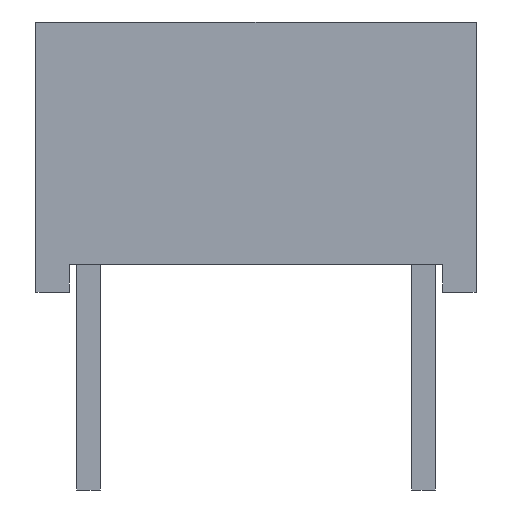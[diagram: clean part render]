
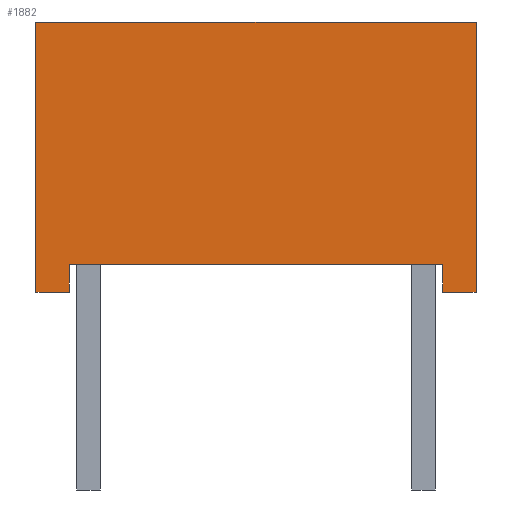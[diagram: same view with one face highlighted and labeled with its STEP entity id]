
A CAD part, front view. The second image highlights one B-rep face of the part: STEP entity #1882.
In plain terms, the highlighted planar face has unit normal (0, -1, 0).
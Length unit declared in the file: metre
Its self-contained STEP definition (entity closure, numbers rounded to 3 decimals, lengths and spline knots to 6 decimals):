
#195=ORIENTED_EDGE('',*,*,#615,.F.);
#196=ORIENTED_EDGE('',*,*,#699,.T.);
#197=ORIENTED_EDGE('',*,*,#700,.F.);
#198=ORIENTED_EDGE('',*,*,#701,.F.);
#199=ORIENTED_EDGE('',*,*,#702,.T.);
#200=ORIENTED_EDGE('',*,*,#703,.T.);
#201=ORIENTED_EDGE('',*,*,#688,.F.);
#202=ORIENTED_EDGE('',*,*,#704,.F.);
#615=EDGE_CURVE('',#867,#868,#1035,.T.);
#688=EDGE_CURVE('',#939,#941,#1108,.T.);
#699=EDGE_CURVE('',#867,#951,#1119,.T.);
#700=EDGE_CURVE('',#952,#951,#1120,.T.);
#701=EDGE_CURVE('',#953,#952,#1121,.T.);
#702=EDGE_CURVE('',#953,#954,#1122,.T.);
#703=EDGE_CURVE('',#954,#941,#1123,.T.);
#704=EDGE_CURVE('',#868,#939,#1124,.T.);
#867=VERTEX_POINT('',#3080);
#868=VERTEX_POINT('',#3081);
#939=VERTEX_POINT('',#3225);
#941=VERTEX_POINT('',#3228);
#951=VERTEX_POINT('',#3252);
#952=VERTEX_POINT('',#3254);
#953=VERTEX_POINT('',#3256);
#954=VERTEX_POINT('',#3258);
#1035=LINE('',#3079,#1287);
#1108=LINE('',#3227,#1360);
#1119=LINE('',#3251,#1371);
#1120=LINE('',#3253,#1372);
#1121=LINE('',#3255,#1373);
#1122=LINE('',#3257,#1374);
#1123=LINE('',#3259,#1375);
#1124=LINE('',#3260,#1376);
#1287=VECTOR('',#2617,1.);
#1360=VECTOR('',#2692,1.);
#1371=VECTOR('',#2709,1.);
#1372=VECTOR('',#2710,1.);
#1373=VECTOR('',#2711,1.);
#1374=VECTOR('',#2712,1.);
#1375=VECTOR('',#2713,1.);
#1376=VECTOR('',#2714,1.);
#1555=EDGE_LOOP('',(#195,#196,#197,#198,#199,#200,#201,#202));
#1675=FACE_BOUND('',#1555,.T.);
#1779=PLANE('',#2510);
#1882=ADVANCED_FACE('',(#1675),#1779,.T.);
#2510=AXIS2_PLACEMENT_3D('',#3250,#2707,#2708);
#2617=DIRECTION('',(-1.,0.,0.));
#2692=DIRECTION('',(-1.,0.,0.));
#2707=DIRECTION('',(0.,-1.,0.));
#2708=DIRECTION('',(0.,0.,-1.));
#2709=DIRECTION('',(0.,0.,-1.));
#2710=DIRECTION('',(-1.,0.,0.));
#2711=DIRECTION('',(0.,0.,-1.));
#2712=DIRECTION('',(-1.,0.,0.));
#2713=DIRECTION('',(0.,0.,-1.));
#2714=DIRECTION('',(0.,0.,-1.));
#3079=CARTESIAN_POINT('',(0.,-0.010084,0.000635));
#3080=CARTESIAN_POINT('',(0.004242,-0.010084,0.000635));
#3081=CARTESIAN_POINT('',(-0.004242,-0.010084,0.000635));
#3225=CARTESIAN_POINT('',(-0.004242,-0.010084,0.));
#3227=CARTESIAN_POINT('',(0.,-0.010084,0.));
#3228=CARTESIAN_POINT('',(-0.005004,-0.010084,0.));
#3250=CARTESIAN_POINT('',(0.,-0.010084,0.006147));
#3251=CARTESIAN_POINT('',(0.004242,-0.010084,0.000635));
#3252=CARTESIAN_POINT('',(0.004242,-0.010084,0.));
#3253=CARTESIAN_POINT('',(0.,-0.010084,0.));
#3254=CARTESIAN_POINT('',(0.005004,-0.010084,0.));
#3255=CARTESIAN_POINT('',(0.005004,-0.010084,0.006147));
#3256=CARTESIAN_POINT('',(0.005004,-0.010084,0.006147));
#3257=CARTESIAN_POINT('',(0.,-0.010084,0.006147));
#3258=CARTESIAN_POINT('',(-0.005004,-0.010084,0.006147));
#3259=CARTESIAN_POINT('',(-0.005004,-0.010084,0.006147));
#3260=CARTESIAN_POINT('',(-0.004242,-0.010084,0.000635));
